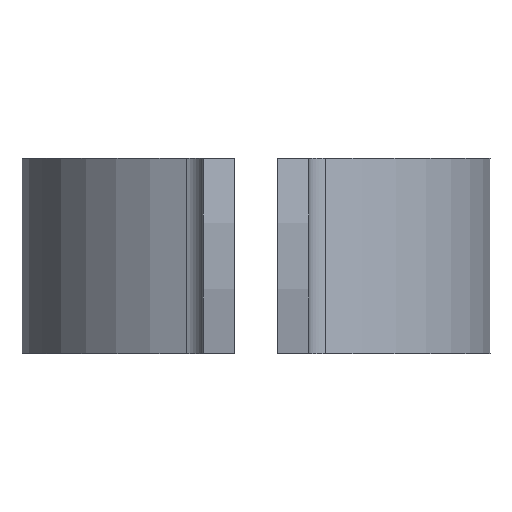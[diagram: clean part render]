
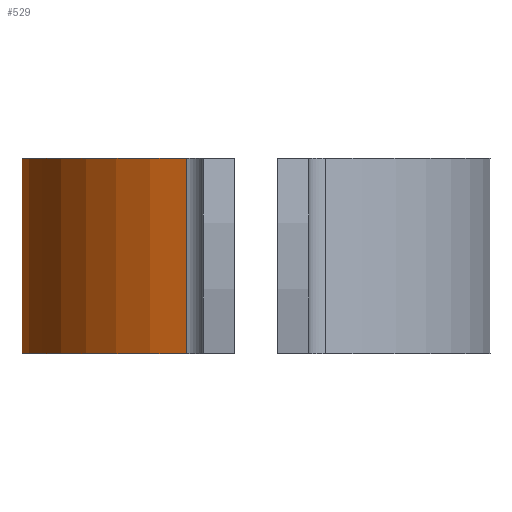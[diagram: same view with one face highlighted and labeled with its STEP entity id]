
A CAD part, left-side view. The second image highlights one B-rep face of the part: STEP entity #529.
In plain terms, the highlighted cylindrical face has radius 60 mm (diameter 120 mm), a partial arc.
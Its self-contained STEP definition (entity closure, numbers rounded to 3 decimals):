
#27 = CARTESIAN_POINT ( 'NONE',  ( -57.321, 17.727, -50. ) ) ;
#47 = DIRECTION ( 'NONE',  ( -1., 0., 0. ) ) ;
#95 = DIRECTION ( 'NONE',  ( 0., 0., 1. ) ) ;
#129 = CARTESIAN_POINT ( 'NONE',  ( 57.321, 17.727, -50. ) ) ;
#135 = VERTEX_POINT ( 'NONE', #349 ) ;
#147 = ORIENTED_EDGE ( 'NONE', *, *, #753, .T. ) ;
#308 = ORIENTED_EDGE ( 'NONE', *, *, #394, .F. ) ;
#320 = CIRCLE ( 'NONE', #910, 60. ) ;
#349 = CARTESIAN_POINT ( 'NONE',  ( 57.321, 17.727, -50. ) ) ;
#394 = EDGE_CURVE ( 'NONE', #1043, #1181, #1045, .T. ) ;
#398 = CARTESIAN_POINT ( 'NONE',  ( 57.321, 17.727, 0. ) ) ;
#404 = CARTESIAN_POINT ( 'NONE',  ( 0., 0., -50. ) ) ;
#407 = VECTOR ( 'NONE', #1011, 1000. ) ;
#449 = CARTESIAN_POINT ( 'NONE',  ( 0., 0., 0. ) ) ;
#453 = DIRECTION ( 'NONE',  ( 0., 0., 1. ) ) ;
#473 = DIRECTION ( 'NONE',  ( 0., 0., 1. ) ) ;
#482 = AXIS2_PLACEMENT_3D ( 'NONE', #449, #453, #1217 ) ;
#485 = DIRECTION ( 'NONE',  ( 1., 0., 0. ) ) ;
#499 = CYLINDRICAL_SURFACE ( 'NONE', #833, 60. ) ;
#500 = LINE ( 'NONE', #129, #407 ) ;
#529 = ADVANCED_FACE ( 'NONE', ( #986 ), #499, .T. ) ;
#633 = DIRECTION ( 'NONE',  ( 0., 0., 1. ) ) ;
#753 = EDGE_CURVE ( 'NONE', #135, #1221, #320, .T. ) ;
#783 = EDGE_LOOP ( 'NONE', ( #308, #1199, #147, #1108 ) ) ;
#833 = AXIS2_PLACEMENT_3D ( 'NONE', #404, #95, #485 ) ;
#865 = EDGE_CURVE ( 'NONE', #1221, #1181, #953, .T. ) ;
#910 = AXIS2_PLACEMENT_3D ( 'NONE', #1007, #633, #47 ) ;
#953 = LINE ( 'NONE', #1031, #1110 ) ;
#986 = FACE_OUTER_BOUND ( 'NONE', #783, .T. ) ;
#1007 = CARTESIAN_POINT ( 'NONE',  ( 0., 0., -50. ) ) ;
#1011 = DIRECTION ( 'NONE',  ( 0., 0., 1. ) ) ;
#1031 = CARTESIAN_POINT ( 'NONE',  ( -57.321, 17.727, -50. ) ) ;
#1043 = VERTEX_POINT ( 'NONE', #398 ) ;
#1045 = CIRCLE ( 'NONE', #482, 60. ) ;
#1108 = ORIENTED_EDGE ( 'NONE', *, *, #865, .T. ) ;
#1110 = VECTOR ( 'NONE', #473, 1000. ) ;
#1164 = EDGE_CURVE ( 'NONE', #135, #1043, #500, .T. ) ;
#1181 = VERTEX_POINT ( 'NONE', #1203 ) ;
#1199 = ORIENTED_EDGE ( 'NONE', *, *, #1164, .F. ) ;
#1203 = CARTESIAN_POINT ( 'NONE',  ( -57.321, 17.727, 0. ) ) ;
#1217 = DIRECTION ( 'NONE',  ( -1., 0., 0. ) ) ;
#1221 = VERTEX_POINT ( 'NONE', #27 ) ;
